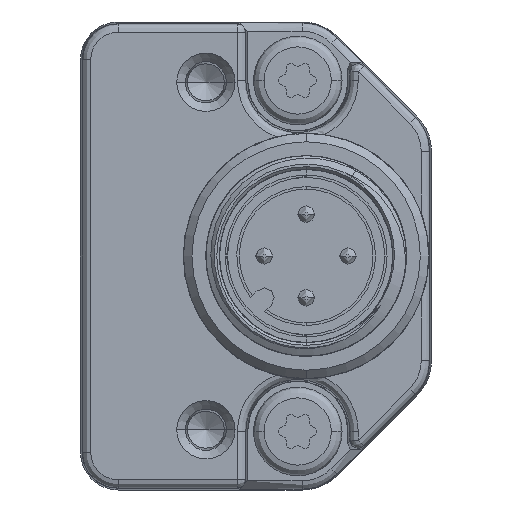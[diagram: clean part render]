
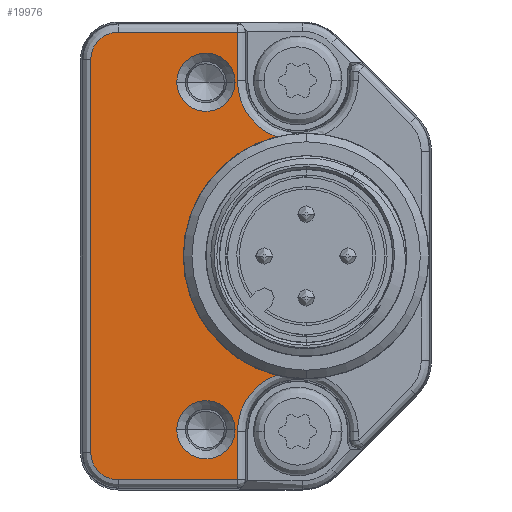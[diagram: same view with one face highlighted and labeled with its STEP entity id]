
A CAD part, left-side view. The second image highlights one B-rep face of the part: STEP entity #19976.
In plain terms, the highlighted planar face has unit normal (-1, 0, 0).
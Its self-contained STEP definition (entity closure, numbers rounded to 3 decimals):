
#516=CARTESIAN_POINT('',(-13.,9.297,-7.127));
#674=CARTESIAN_POINT('',(-13.,9.297,7.127));
#697=CARTESIAN_POINT('',(-13.,8.,-10.5));
#698=DIRECTION('',(1.,0.,0.));
#699=DIRECTION('',(0.,1.,0.));
#700=AXIS2_PLACEMENT_3D('',#697,#698,#699);
#702=DIRECTION('',(0.,0.,1.));
#703=VECTOR('',#702,2.891);
#704=CARTESIAN_POINT('',(-13.,11.614,-13.391));
#705=LINE('',#704,#703);
#706=DIRECTION('',(0.,-1.,0.));
#707=VECTOR('',#706,7.136);
#708=CARTESIAN_POINT('',(-13.,18.75,-13.391));
#709=LINE('',#708,#707);
#710=CARTESIAN_POINT('',(-13.,18.75,-11.75));
#711=DIRECTION('',(-1.,0.,0.));
#712=DIRECTION('',(0.,1.,0.));
#713=AXIS2_PLACEMENT_3D('',#710,#711,#712);
#715=DIRECTION('',(0.,0.,-1.));
#716=VECTOR('',#715,23.5);
#717=CARTESIAN_POINT('',(-13.,20.391,11.75));
#718=LINE('',#717,#716);
#719=CARTESIAN_POINT('',(-13.,18.75,11.75));
#720=DIRECTION('',(-1.,0.,0.));
#721=DIRECTION('',(0.,0.,1.));
#722=AXIS2_PLACEMENT_3D('',#719,#720,#721);
#724=DIRECTION('',(0.,1.,0.));
#725=VECTOR('',#724,7.136);
#726=CARTESIAN_POINT('',(-13.,11.614,13.391));
#727=LINE('',#726,#725);
#728=DIRECTION('',(0.,0.,1.));
#729=VECTOR('',#728,2.891);
#730=CARTESIAN_POINT('',(-13.,11.614,10.5));
#731=LINE('',#730,#729);
#732=CARTESIAN_POINT('',(-13.,8.,10.5));
#733=DIRECTION('',(1.,0.,0.));
#734=DIRECTION('',(0.,0.359,-0.933));
#735=AXIS2_PLACEMENT_3D('',#732,#733,#734);
#737=CARTESIAN_POINT('',(-13.,7.5,0.));
#738=DIRECTION('',(-1.,0.,0.));
#739=DIRECTION('',(0.,0.244,0.97));
#740=AXIS2_PLACEMENT_3D('',#737,#738,#739);
#742=CARTESIAN_POINT('',(-13.,13.5,-10.392));
#743=DIRECTION('',(1.,0.,0.));
#744=DIRECTION('',(0.,1.,0.));
#745=AXIS2_PLACEMENT_3D('',#742,#743,#744);
#747=CARTESIAN_POINT('',(-13.,13.5,-10.392));
#748=DIRECTION('',(1.,0.,0.));
#749=DIRECTION('',(0.,-1.,0.));
#750=AXIS2_PLACEMENT_3D('',#747,#748,#749);
#752=CARTESIAN_POINT('',(-13.,13.5,10.392));
#753=DIRECTION('',(1.,0.,0.));
#754=DIRECTION('',(0.,1.,0.));
#755=AXIS2_PLACEMENT_3D('',#752,#753,#754);
#757=CARTESIAN_POINT('',(-13.,13.5,10.392));
#758=DIRECTION('',(1.,0.,0.));
#759=DIRECTION('',(0.,-1.,0.));
#760=AXIS2_PLACEMENT_3D('',#757,#758,#759);
#18138=VERTEX_POINT('',#516);
#18139=VERTEX_POINT('',#674);
#18172=CARTESIAN_POINT('',(-13.,20.391,-11.75));
#18173=CARTESIAN_POINT('',(-13.,18.75,-13.391));
#18174=VERTEX_POINT('',#18172);
#18175=VERTEX_POINT('',#18173);
#18180=CARTESIAN_POINT('',(-13.,20.391,11.75));
#18181=VERTEX_POINT('',#18180);
#18184=CARTESIAN_POINT('',(-13.,18.75,13.391));
#18185=VERTEX_POINT('',#18184);
#18222=CARTESIAN_POINT('',(-13.,11.614,-10.5));
#18223=VERTEX_POINT('',#18222);
#18224=CARTESIAN_POINT('',(-13.,11.614,-13.391));
#18225=VERTEX_POINT('',#18224);
#18242=CARTESIAN_POINT('',(-13.,11.614,10.5));
#18243=VERTEX_POINT('',#18242);
#18244=CARTESIAN_POINT('',(-13.,11.614,13.391));
#18245=VERTEX_POINT('',#18244);
#18321=CARTESIAN_POINT('',(-13.,15.25,-10.392));
#18322=CARTESIAN_POINT('',(-13.,11.75,-10.392));
#18323=VERTEX_POINT('',#18321);
#18324=VERTEX_POINT('',#18322);
#18325=CARTESIAN_POINT('',(-13.,15.25,10.392));
#18326=CARTESIAN_POINT('',(-13.,11.75,10.392));
#18327=VERTEX_POINT('',#18325);
#18328=VERTEX_POINT('',#18326);
#19941=CARTESIAN_POINT('',(-13.,0.,0.));
#19942=DIRECTION('',(-1.,0.,0.));
#19943=DIRECTION('',(0.,0.,1.));
#19944=AXIS2_PLACEMENT_3D('',#19941,#19942,#19943);
#19945=PLANE('',#19944);
#19946=ORIENTED_EDGE('',*,*,#19789,.F.);
#19948=ORIENTED_EDGE('',*,*,#19947,.F.);
#19950=ORIENTED_EDGE('',*,*,#19949,.F.);
#19952=ORIENTED_EDGE('',*,*,#19951,.F.);
#19954=ORIENTED_EDGE('',*,*,#19953,.F.);
#19956=ORIENTED_EDGE('',*,*,#19955,.F.);
#19958=ORIENTED_EDGE('',*,*,#19957,.F.);
#19959=ORIENTED_EDGE('',*,*,#19932,.F.);
#19960=ORIENTED_EDGE('',*,*,#19890,.F.);
#19961=ORIENTED_EDGE('',*,*,#19804,.T.);
#19962=EDGE_LOOP('',(#19946,#19948,#19950,#19952,#19954,#19956,#19958,#19959,
#19960,#19961));
#19963=FACE_OUTER_BOUND('',#19962,.F.);
#19965=ORIENTED_EDGE('',*,*,#19964,.F.);
#19967=ORIENTED_EDGE('',*,*,#19966,.F.);
#19968=EDGE_LOOP('',(#19965,#19967));
#19969=FACE_BOUND('',#19968,.F.);
#19971=ORIENTED_EDGE('',*,*,#19970,.F.);
#19973=ORIENTED_EDGE('',*,*,#19972,.F.);
#19974=EDGE_LOOP('',(#19971,#19973));
#19975=FACE_BOUND('',#19974,.F.);
#19976=ADVANCED_FACE('',(#19963,#19969,#19975),#19945,.T.);
#701=CIRCLE('',#700,3.614);
#714=CIRCLE('',#713,1.641);
#723=CIRCLE('',#722,1.641);
#736=CIRCLE('',#735,3.614);
#741=CIRCLE('',#740,7.35);
#746=CIRCLE('',#745,1.75);
#751=CIRCLE('',#750,1.75);
#756=CIRCLE('',#755,1.75);
#761=CIRCLE('',#760,1.75);
#19789=EDGE_CURVE('',#18223,#18138,#701,.T.);
#19804=EDGE_CURVE('',#18139,#18138,#741,.T.);
#19890=EDGE_CURVE('',#18139,#18243,#736,.T.);
#19932=EDGE_CURVE('',#18243,#18245,#731,.T.);
#19947=EDGE_CURVE('',#18225,#18223,#705,.T.);
#19949=EDGE_CURVE('',#18175,#18225,#709,.T.);
#19951=EDGE_CURVE('',#18174,#18175,#714,.T.);
#19953=EDGE_CURVE('',#18181,#18174,#718,.T.);
#19955=EDGE_CURVE('',#18185,#18181,#723,.T.);
#19957=EDGE_CURVE('',#18245,#18185,#727,.T.);
#19964=EDGE_CURVE('',#18323,#18324,#746,.T.);
#19966=EDGE_CURVE('',#18324,#18323,#751,.T.);
#19970=EDGE_CURVE('',#18327,#18328,#756,.T.);
#19972=EDGE_CURVE('',#18328,#18327,#761,.T.);
